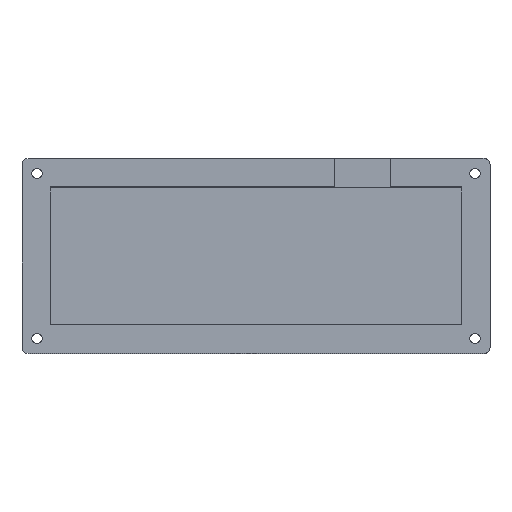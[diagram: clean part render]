
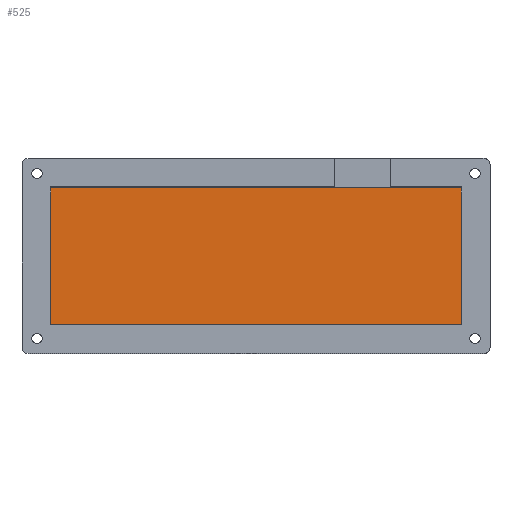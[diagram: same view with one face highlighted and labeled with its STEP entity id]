
A CAD part, top view. The second image highlights one B-rep face of the part: STEP entity #525.
In plain terms, the highlighted planar face has unit normal (0, 0, 1).
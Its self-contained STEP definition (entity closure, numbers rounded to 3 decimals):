
#35=PLANE('',#581);
#57=FACE_OUTER_BOUND('',#91,.T.);
#91=EDGE_LOOP('',(#425,#426,#427,#428));
#149=LINE('',#860,#197);
#151=LINE('',#865,#199);
#152=LINE('',#866,#200);
#153=LINE('',#867,#201);
#197=VECTOR('',#693,10.);
#199=VECTOR('',#697,10.);
#200=VECTOR('',#698,10.);
#201=VECTOR('',#699,10.);
#269=VERTEX_POINT('',#857);
#270=VERTEX_POINT('',#859);
#271=VERTEX_POINT('',#863);
#272=VERTEX_POINT('',#864);
#329=EDGE_CURVE('',#269,#270,#149,.T.);
#331=EDGE_CURVE('',#271,#272,#151,.T.);
#332=EDGE_CURVE('',#270,#271,#152,.T.);
#333=EDGE_CURVE('',#272,#269,#153,.T.);
#425=ORIENTED_EDGE('',*,*,#331,.F.);
#426=ORIENTED_EDGE('',*,*,#332,.F.);
#427=ORIENTED_EDGE('',*,*,#329,.F.);
#428=ORIENTED_EDGE('',*,*,#333,.F.);
#525=ADVANCED_FACE('',(#57),#35,.T.);
#581=AXIS2_PLACEMENT_3D('',#862,#695,#696);
#693=DIRECTION('',(1.,0.,0.));
#695=DIRECTION('center_axis',(0.,0.,1.));
#696=DIRECTION('ref_axis',(1.,0.,0.));
#697=DIRECTION('',(-1.,0.,0.));
#698=DIRECTION('',(0.,-1.,0.));
#699=DIRECTION('',(0.,1.,0.));
#857=CARTESIAN_POINT('',(-30.5,50.5,3.));
#859=CARTESIAN_POINT('',(106.5,50.5,3.));
#860=CARTESIAN_POINT('',(3.75,50.5,3.));
#862=CARTESIAN_POINT('Origin',(38.,27.5,3.));
#863=CARTESIAN_POINT('',(106.5,4.5,3.));
#864=CARTESIAN_POINT('',(-30.5,4.5,3.));
#865=CARTESIAN_POINT('',(72.25,4.5,3.));
#866=CARTESIAN_POINT('',(106.5,39.,3.));
#867=CARTESIAN_POINT('',(-30.5,16.,3.));
